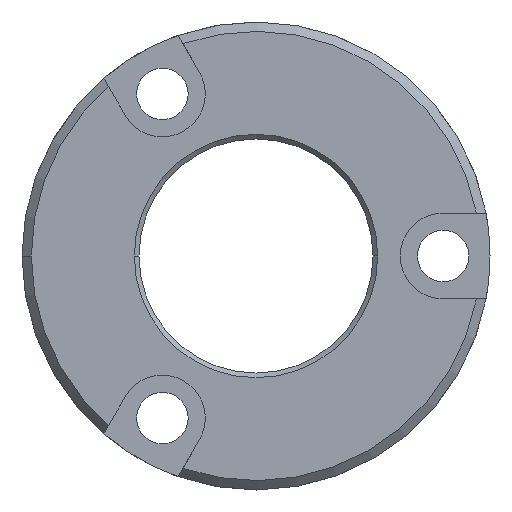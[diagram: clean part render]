
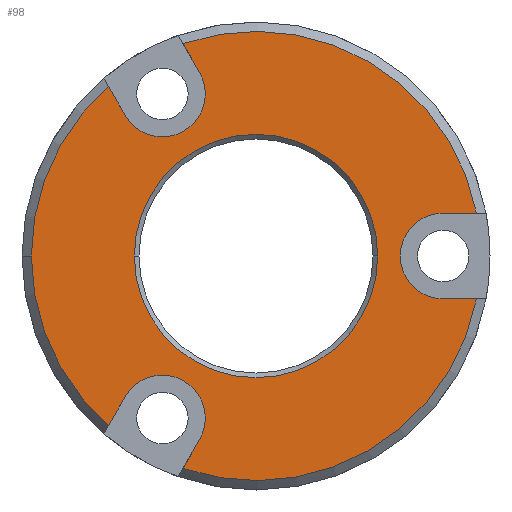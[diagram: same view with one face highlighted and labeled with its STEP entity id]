
A CAD part, left-side view. The second image highlights one B-rep face of the part: STEP entity #98.
In plain terms, the highlighted planar face has unit normal (-1, 0, 0).
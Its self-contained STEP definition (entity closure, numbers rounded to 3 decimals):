
#98=ADVANCED_FACE('',(#220,#221),#222,.T.);
#220=FACE_OUTER_BOUND('',#361,.T.);
#221=FACE_BOUND('',#362,.T.);
#222=PLANE('',#363);
#361=EDGE_LOOP('',(#582,#583,#584,#585,#586,#587,#588,#589,#590,#591,#592,#593,#594));
#362=EDGE_LOOP('',(#595,#596));
#363=AXIS2_PLACEMENT_3D('',#597,#598,#599);
#582=ORIENTED_EDGE('',*,*,#896,.T.);
#583=ORIENTED_EDGE('',*,*,#868,.F.);
#584=ORIENTED_EDGE('',*,*,#862,.F.);
#585=ORIENTED_EDGE('',*,*,#821,.T.);
#586=ORIENTED_EDGE('',*,*,#897,.T.);
#587=ORIENTED_EDGE('',*,*,#886,.T.);
#588=ORIENTED_EDGE('',*,*,#898,.F.);
#589=ORIENTED_EDGE('',*,*,#899,.T.);
#590=ORIENTED_EDGE('',*,*,#900,.T.);
#591=ORIENTED_EDGE('',*,*,#901,.T.);
#592=ORIENTED_EDGE('',*,*,#864,.F.);
#593=ORIENTED_EDGE('',*,*,#850,.T.);
#594=ORIENTED_EDGE('',*,*,#845,.T.);
#595=ORIENTED_EDGE('',*,*,#902,.T.);
#596=ORIENTED_EDGE('',*,*,#903,.T.);
#597=CARTESIAN_POINT('',(0.,21.898,0.0));
#598=DIRECTION('',(-1.0,0.,0.0));
#599=DIRECTION('',(0.,-1.0,-0.0));
#821=EDGE_CURVE('',#968,#969,#970,.T.);
#845=EDGE_CURVE('',#1009,#1010,#1011,.T.);
#850=EDGE_CURVE('',#1018,#1009,#1019,.T.);
#862=EDGE_CURVE('',#968,#1035,#1039,.T.);
#864=EDGE_CURVE('',#1018,#1041,#1042,.T.);
#868=EDGE_CURVE('',#1035,#1047,#1048,.T.);
#886=EDGE_CURVE('',#1075,#1076,#1077,.T.);
#896=EDGE_CURVE('',#1010,#1047,#1088,.T.);
#897=EDGE_CURVE('',#969,#1075,#1089,.T.);
#898=EDGE_CURVE('',#1090,#1076,#1091,.T.);
#899=EDGE_CURVE('',#1090,#1092,#1093,.T.);
#900=EDGE_CURVE('',#1092,#1094,#1095,.T.);
#901=EDGE_CURVE('',#1094,#1041,#1096,.T.);
#902=EDGE_CURVE('',#1097,#1098,#1099,.T.);
#903=EDGE_CURVE('',#1098,#1097,#1100,.T.);
#968=VERTEX_POINT('',#1180);
#969=VERTEX_POINT('',#1181);
#970=LINE('',#1182,#1183);
#1009=VERTEX_POINT('',#1242);
#1010=VERTEX_POINT('',#1243);
#1011=CIRCLE('',#1244,5.5);
#1018=VERTEX_POINT('',#1253);
#1019=LINE('',#1254,#1255);
#1035=VERTEX_POINT('',#1284);
#1039=CIRCLE('',#1289,28.795);
#1041=VERTEX_POINT('',#1291);
#1042=CIRCLE('',#1292,28.795);
#1047=VERTEX_POINT('',#1306);
#1048=CIRCLE('',#1307,28.795);
#1075=VERTEX_POINT('',#1344);
#1076=VERTEX_POINT('',#1345);
#1077=LINE('',#1346,#1347);
#1088=LINE('',#1371,#1372);
#1089=CIRCLE('',#1373,5.5);
#1090=VERTEX_POINT('',#1374);
#1091=CIRCLE('',#1375,28.795);
#1092=VERTEX_POINT('',#1376);
#1093=LINE('',#1377,#1378);
#1094=VERTEX_POINT('',#1379);
#1095=CIRCLE('',#1380,5.5);
#1096=LINE('',#1381,#1382);
#1097=VERTEX_POINT('',#1383);
#1098=VERTEX_POINT('',#1384);
#1099=CIRCLE('',#1385,15.6);
#1100=CIRCLE('',#1386,15.6);
#1180=CARTESIAN_POINT('',(0.,18.896,-21.728));
#1181=CARTESIAN_POINT('',(0.0,16.763,-18.035));
#1182=CARTESIAN_POINT('',(0.,14.375,-13.898));
#1183=VECTOR('',#1494,1.0);
#1242=CARTESIAN_POINT('',(0.,7.237,23.535));
#1243=CARTESIAN_POINT('',(0.0,16.763,18.035));
#1244=AXIS2_PLACEMENT_3D('',#1524,#1525,#1526);
#1253=CARTESIAN_POINT('',(0.,9.369,27.228));
#1254=CARTESIAN_POINT('',(0.,4.848,19.398));
#1255=VECTOR('',#1532,1.0);
#1284=CARTESIAN_POINT('',(0.,28.795,0.));
#1289=AXIS2_PLACEMENT_3D('',#1547,#1548,#1549);
#1291=CARTESIAN_POINT('',(0.,-28.265,5.5));
#1292=AXIS2_PLACEMENT_3D('',#1550,#1551,#1552);
#1306=CARTESIAN_POINT('',(0.,18.896,21.728));
#1307=AXIS2_PLACEMENT_3D('',#1556,#1557,#1558);
#1344=CARTESIAN_POINT('',(0.,7.237,-23.535));
#1345=CARTESIAN_POINT('',(0.,9.369,-27.228));
#1346=CARTESIAN_POINT('',(0.,4.848,-19.398));
#1347=VECTOR('',#1596,1.0);
#1371=CARTESIAN_POINT('',(0.0,14.375,13.898));
#1372=VECTOR('',#1604,1.0);
#1373=AXIS2_PLACEMENT_3D('',#1605,#1606,#1607);
#1374=CARTESIAN_POINT('',(0.,-28.265,-5.5));
#1375=AXIS2_PLACEMENT_3D('',#1608,#1609,#1610);
#1376=CARTESIAN_POINT('',(0.,-24.0,-5.5));
#1377=CARTESIAN_POINT('',(0.,-2.8,-5.5));
#1378=VECTOR('',#1611,1.0);
#1379=CARTESIAN_POINT('',(0.,-24.0,5.5));
#1380=AXIS2_PLACEMENT_3D('',#1612,#1613,#1614);
#1381=CARTESIAN_POINT('',(0.,-2.8,5.5));
#1382=VECTOR('',#1615,1.0);
#1383=CARTESIAN_POINT('',(0.0,15.6,0.0));
#1384=CARTESIAN_POINT('',(0.,-15.6,0.));
#1385=AXIS2_PLACEMENT_3D('',#1616,#1617,#1618);
#1386=AXIS2_PLACEMENT_3D('',#1619,#1620,#1621);
#1494=DIRECTION('',(0.,-0.5,0.866));
#1524=CARTESIAN_POINT('',(0.,12.0,20.785));
#1525=DIRECTION('',(1.0,0.,0.));
#1526=DIRECTION('',(0.,-0.866,0.5));
#1532=DIRECTION('',(0.,-0.5,-0.866));
#1547=CARTESIAN_POINT('',(0.,0.0,0.0));
#1548=DIRECTION('',(1.0,0.0,0.0));
#1549=DIRECTION('',(0.0,1.0,0.0));
#1550=CARTESIAN_POINT('',(0.,0.0,0.0));
#1551=DIRECTION('',(1.0,0.0,0.0));
#1552=DIRECTION('',(0.0,1.0,0.0));
#1556=CARTESIAN_POINT('',(0.,0.0,0.0));
#1557=DIRECTION('',(1.0,0.0,0.0));
#1558=DIRECTION('',(0.0,1.0,0.0));
#1596=DIRECTION('',(0.,0.5,-0.866));
#1604=DIRECTION('',(0.,0.5,0.866));
#1605=CARTESIAN_POINT('',(0.,12.0,-20.785));
#1606=DIRECTION('',(1.0,0.,0.));
#1607=DIRECTION('',(0.,0.866,0.5));
#1608=CARTESIAN_POINT('',(0.,0.0,0.0));
#1609=DIRECTION('',(1.0,0.0,0.0));
#1610=DIRECTION('',(0.0,1.0,0.0));
#1611=DIRECTION('',(0.,1.0,-0.0));
#1612=CARTESIAN_POINT('',(0.,-24.0,0.0));
#1613=DIRECTION('',(1.0,0.,0.0));
#1614=DIRECTION('',(0.0,0.0,-1.0));
#1615=DIRECTION('',(0.,-1.0,0.0));
#1616=CARTESIAN_POINT('',(0.,0.0,0.0));
#1617=DIRECTION('',(1.0,0.,-0.0));
#1618=DIRECTION('',(0.,1.0,0.0));
#1619=CARTESIAN_POINT('',(0.,0.0,0.0));
#1620=DIRECTION('',(1.0,0.,-0.0));
#1621=DIRECTION('',(0.,1.0,0.0));
